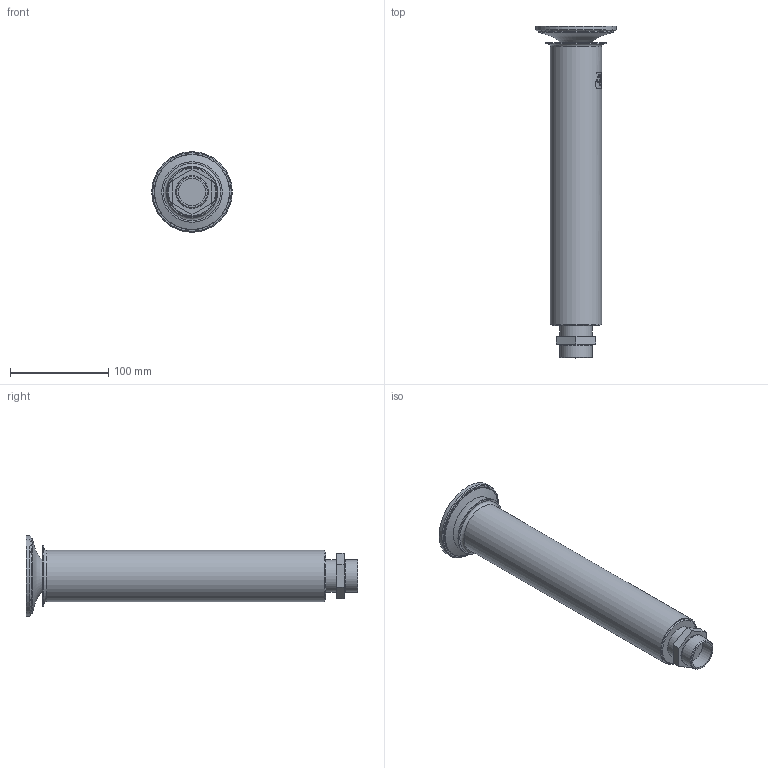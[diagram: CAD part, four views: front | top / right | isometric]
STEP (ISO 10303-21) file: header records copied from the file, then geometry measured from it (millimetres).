
FILE_DESCRIPTION(/* description */ (''),/* implementation_level */ '2;1');
FILE_NAME(/* name */ '50889 Lava 30-10_überprüft.stp',/* time_stamp */ '2014-09-12T09:48:17+02:00',/* author */ ('guzb562'),/* organization */ (''),/* preprocessor_version */ 'ST-DEVELOPER v15.2',/* originating_system */ 'Autodesk Inventor 2014',/* authorisation */ '');
FILE_SCHEMA (('AUTOMOTIVE_DESIGN { 1 0 10303 214 3 1 1 }'));
Length unit declared in the file: millimetre
Products named in the file (1): 50889 Lava 30-10
Bounding box: 82 x 338 x 82 mm (x, y, z)
Volume: 689954.3 mm3; surface area: 69332.3 mm2
Topology: 1 solids, 1 shells, 237 faces, 610 edges, 405 vertices
Faces by surface type: plane 118, bspline 78, cylinder 34, cone 4, torus 3
Full cylindrical faces by diameter (mm): 28.016 x1, 32.731 x1, 33.2 x2, 52 x1, 61.5 x1, 76.991 x1, 82 x1
Entity records: 10372 total; most frequent: CARTESIAN_POINT 4773, ORIENTED_EDGE 1182, DIRECTION 923, EDGE_CURVE 591, VERTEX_POINT 402, AXIS2_PLACEMENT_3D 336, EDGE_LOOP 283, LINE 251
